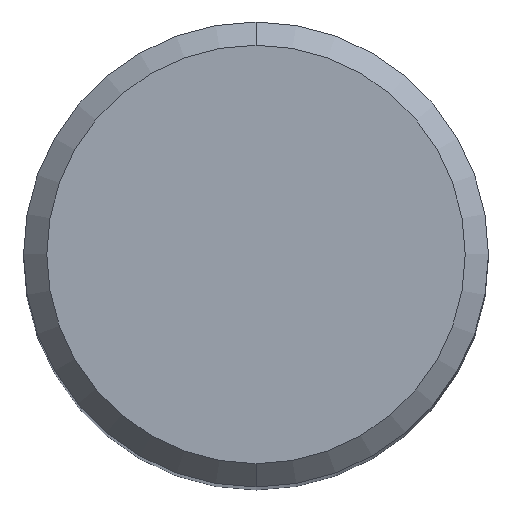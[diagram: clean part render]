
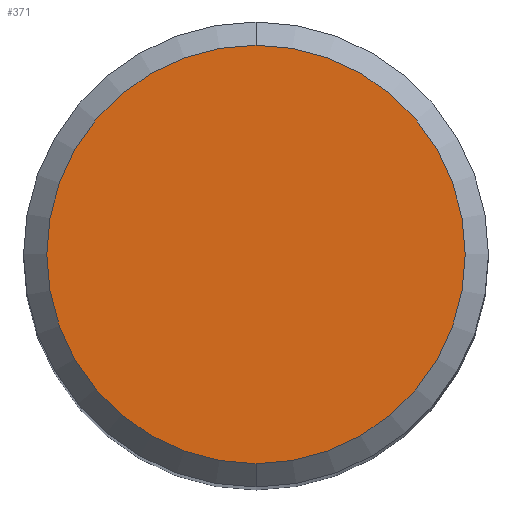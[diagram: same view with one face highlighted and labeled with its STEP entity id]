
A CAD part, top view. The second image highlights one B-rep face of the part: STEP entity #371.
In plain terms, the highlighted planar face has unit normal (0, 0, 1).
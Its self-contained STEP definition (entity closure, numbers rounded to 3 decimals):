
#261=EDGE_CURVE('',#387,#375,#580,.T.);
#371=ADVANCED_FACE('',(#698),#699,.T.);
#375=VERTEX_POINT('',#703);
#387=VERTEX_POINT('',#715);
#437=EDGE_CURVE('',#375,#387,#770,.T.);
#580=CIRCLE('',#1042,5.4);
#698=FACE_OUTER_BOUND('',#1308,.T.);
#699=PLANE('',#1309);
#703=CARTESIAN_POINT('',(0.,-5.4,0.0));
#715=CARTESIAN_POINT('',(0.0,5.4,0.0));
#770=CIRCLE('',#1447,5.4);
#1042=AXIS2_PLACEMENT_3D('',#1648,#1649,#1650);
#1308=EDGE_LOOP('',(#1746,#1747));
#1309=AXIS2_PLACEMENT_3D('',#1748,#1749,#1750);
#1447=AXIS2_PLACEMENT_3D('',#1818,#1819,#1820);
#1648=CARTESIAN_POINT('',(0.0,0.0,0.0));
#1649=DIRECTION('',(0.0,0.0,-1.0));
#1650=DIRECTION('',(0.0,1.0,0.0));
#1746=ORIENTED_EDGE('',*,*,#261,.F.);
#1747=ORIENTED_EDGE('',*,*,#437,.F.);
#1748=CARTESIAN_POINT('',(0.0,2.7,0.0));
#1749=DIRECTION('',(-0.0,0.0,1.0));
#1750=DIRECTION('',(0.0,-1.0,0.0));
#1818=CARTESIAN_POINT('',(0.0,0.0,0.0));
#1819=DIRECTION('',(0.0,0.0,-1.0));
#1820=DIRECTION('',(0.0,1.0,0.0));
